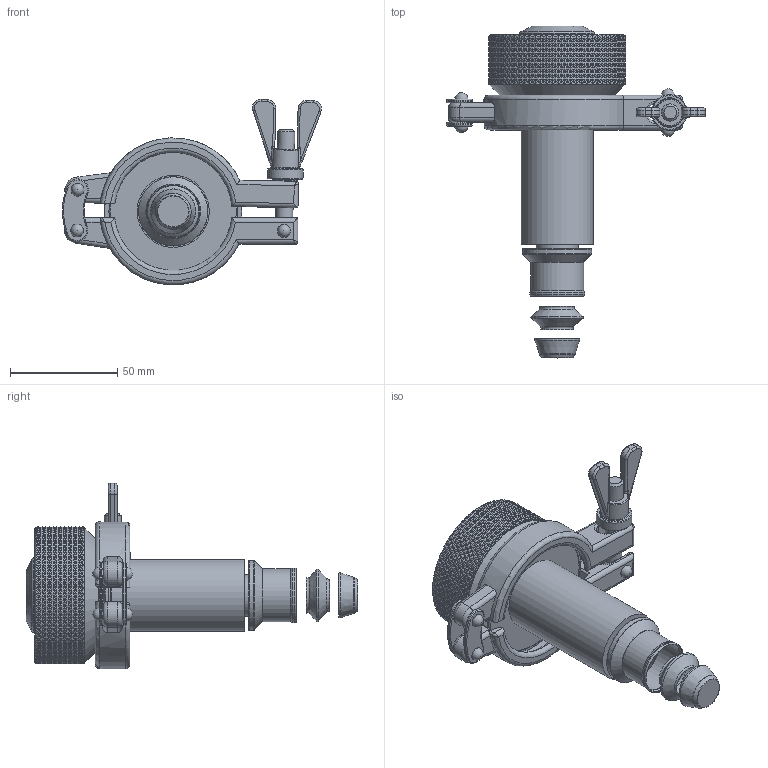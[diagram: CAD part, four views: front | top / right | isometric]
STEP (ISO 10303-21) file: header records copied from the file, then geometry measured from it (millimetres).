
FILE_DESCRIPTION(/* description */ (''),/* implementation_level */ '2;1');
FILE_NAME(/* name */ '865547.stp',/* time_stamp */ '2025-12-16T08:43:16+01:00',/* author */ ('mbs'),/* organization */ (''),/* preprocessor_version */ 'ST-DEVELOPER v20',/* originating_system */ 'Autodesk Inventor 2024',/* authorisation */ '');
FILE_SCHEMA (('AUTOMOTIVE_DESIGN { 1 0 10303 214 3 1 1 }'));
Products named in the file (1): 865547
Bounding box: 120.87 x 154.9 x 86.55 mm (x, y, z)
Volume: 217271.6 mm3; surface area: 42146.2 mm2
Topology: 1 solids, 1 shells, 4358 faces, 7366 edges, 3013 vertices
Faces by surface type: bspline 4066, cylinder 105, plane 84, torus 78, cone 13, sphere 12
Full cylindrical faces by diameter (mm): 4 x2, 8 x2, 11.85 x1, 16.6 x1, 19.6 x1, 24.64 x1, 25.5 x1, 32.4 x1, 33.7 x1, 35 x1, 60 x1
Entity records: 167166 total; most frequent: CARTESIAN_POINT 110160, ORIENTED_EDGE 14708, EDGE_CURVE 7354, B_SPLINE_CURVE_WITH_KNOTS 6656, EDGE_LOOP 4383, STYLED_ITEM 4359, FACE_OUTER_BOUND 4358, ADVANCED_FACE 4358
